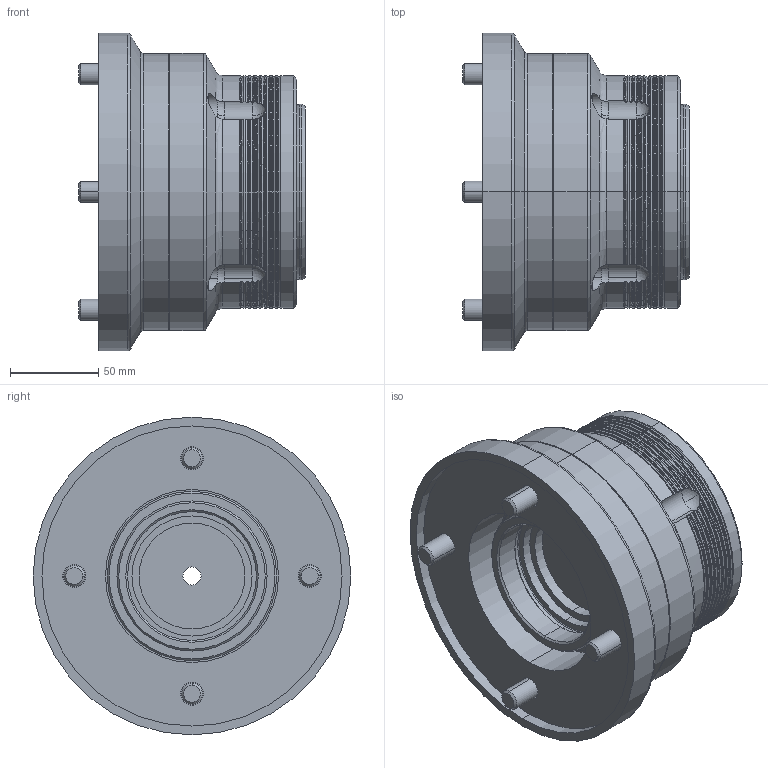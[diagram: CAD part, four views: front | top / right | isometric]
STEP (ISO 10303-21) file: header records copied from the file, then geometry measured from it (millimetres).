
FILE_DESCRIPTION (( 'STEP AP203' ), '1' );
FILE_NAME ('CF-CBD-65.STEP', '2022-04-18T00:30:15', ( '' ), ( '' ), 'SwSTEP 2.0', 'SolidWorks 2016', '' );
FILE_SCHEMA (( 'CONFIG_CONTROL_DESIGN' ));
Length unit declared in the file: millimetre
Products named in the file (9): CF-CBD-65; CF-CBD-65-01030; CF-CBD-65-02010; CF-CBD-65-03020; 圓頭內六角螺栓_M8x35; 圓頭內六角螺栓_M5x16; 圓頭內六角螺栓_M12x30; CF-RG-65R; CF-CBE-65-07010
Assembly tree (15 placements, depth 2):
  CF-CBD-65
    CF-CBD-65-01030
    CF-CBD-65-02010
    CF-CBD-65-03020
    圓頭內六角螺栓_M8x35  x4
    圓頭內六角螺栓_M5x16  x2
    圓頭內六角螺栓_M12x30  x4
    CF-RG-65R
    CF-CBE-65-07010
Bounding box: 128.5 x 180 x 180 mm (x, y, z)
Volume: 1474853.1 mm3; surface area: 341046.5 mm2
Topology: 15 solids, 15 shells, 661 faces, 1577 edges, 958 vertices
Faces by surface type: cylinder 198, plane 188, cone 184, torus 75, sphere 16
Entity records: 16181 total; most frequent: CARTESIAN_POINT 3586, DIRECTION 2554, ORIENTED_EDGE 2326, EDGE_CURVE 1163, AXIS2_PLACEMENT_3D 1103, VERTEX_POINT 727, CIRCLE 599, EDGE_LOOP 546
